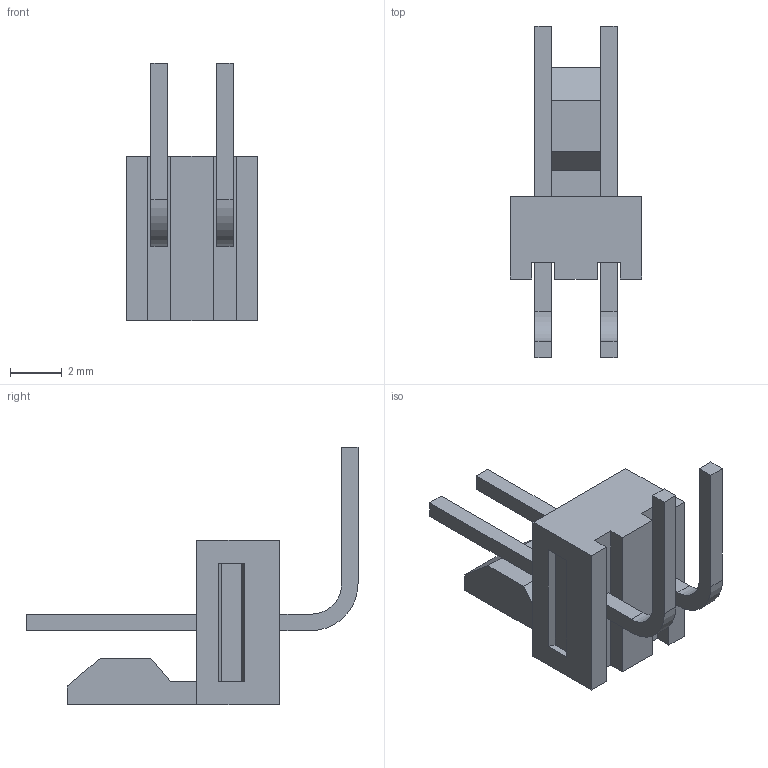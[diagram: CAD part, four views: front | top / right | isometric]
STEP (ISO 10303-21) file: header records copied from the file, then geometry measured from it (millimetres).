
FILE_DESCRIPTION(('STEP AP242'),'1');
FILE_NAME('22-12-2024.stp','2019-09-23T01:54:48',('TraceParts'),('TraceParts S.A.'),'Spatial InterOp 3D',' ',' ');
FILE_SCHEMA(('AP242_MANAGED_MODEL_BASED_3D_ENGINEERING_MIM_LF {1 0 10303 442 1 1 4}'));
Length unit declared in the file: millimetre
Products named in the file (1): 22-12-2024_1
Bounding box: 5.08 x 12.83 x 9.93 mm (x, y, z)
Volume: 124 mm3; surface area: 277.6 mm2
Topology: 1 solids, 1 shells, 59 faces, 157 edges, 110 vertices
Faces by surface type: plane 55, cylinder 4
Entity records: 1829 total; most frequent: CARTESIAN_POINT 320, ORIENTED_EDGE 306, DIRECTION 291, EDGE_CURVE 153, LINE 145, VECTOR 145, VERTEX_POINT 102, AXIS2_PLACEMENT_3D 73
